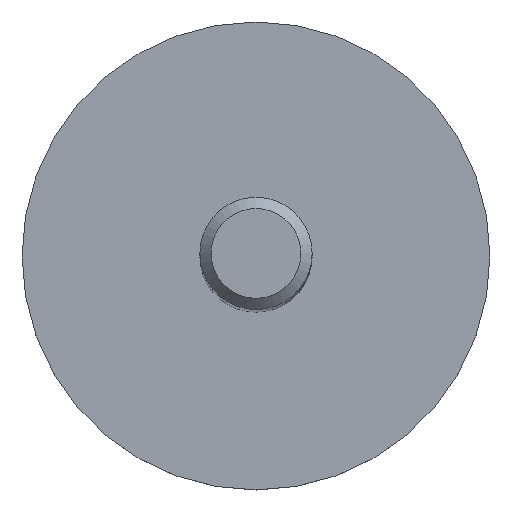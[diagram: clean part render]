
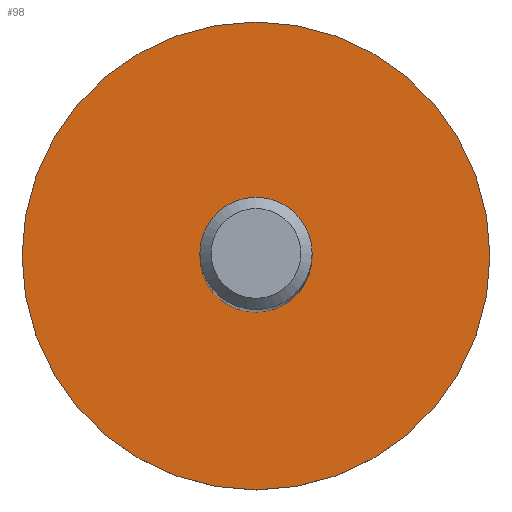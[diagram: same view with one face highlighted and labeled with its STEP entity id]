
A CAD part, top view. The second image highlights one B-rep face of the part: STEP entity #98.
In plain terms, the highlighted planar face has unit normal (0, 0, 1).
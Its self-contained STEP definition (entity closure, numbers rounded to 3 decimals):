
#9 = FACE_OUTER_BOUND ( 'NONE', #13, .T. ) ;
#13 = EDGE_LOOP ( 'NONE', ( #198 ) ) ;
#30 = CIRCLE ( 'NONE', #110, 12.5 ) ;
#50 = CARTESIAN_POINT ( 'NONE',  ( 0., 0., 1.5 ) ) ;
#60 = PLANE ( 'NONE',  #149 ) ;
#74 = DIRECTION ( 'NONE',  ( 0., 1., 0. ) ) ;
#75 = DIRECTION ( 'NONE',  ( 0., 1., 0. ) ) ;
#96 = DIRECTION ( 'NONE',  ( 0., 0., -1. ) ) ;
#97 = VERTEX_POINT ( 'NONE', #142 ) ;
#98 = ADVANCED_FACE ( 'NONE', ( #9 ), #60, .F. ) ;
#110 = AXIS2_PLACEMENT_3D ( 'NONE', #50, #96, #75 ) ;
#120 = DIRECTION ( 'NONE',  ( 0., 0., -1. ) ) ;
#125 = CARTESIAN_POINT ( 'NONE',  ( 0., 0., 1.5 ) ) ;
#142 = CARTESIAN_POINT ( 'NONE',  ( 0., 12.5, 1.5 ) ) ;
#149 = AXIS2_PLACEMENT_3D ( 'NONE', #125, #120, #74 ) ;
#181 = EDGE_CURVE ( 'NONE', #97, #97, #30, .T. ) ;
#198 = ORIENTED_EDGE ( 'NONE', *, *, #181, .F. ) ;
